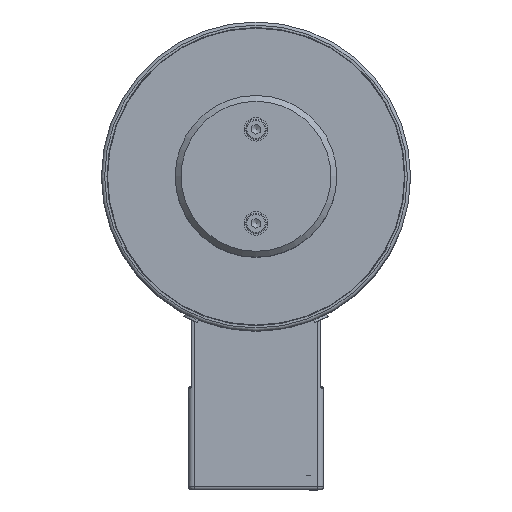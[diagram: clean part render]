
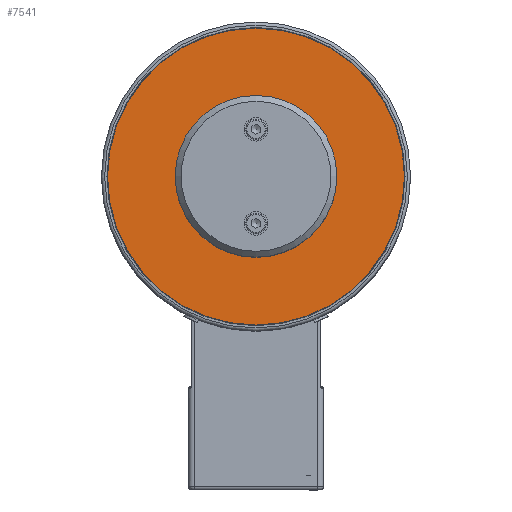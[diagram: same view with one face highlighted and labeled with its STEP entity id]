
A CAD part, top view. The second image highlights one B-rep face of the part: STEP entity #7541.
In plain terms, the highlighted planar face has unit normal (0, 0, 1).
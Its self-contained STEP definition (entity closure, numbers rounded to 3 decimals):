
#7514=CARTESIAN_POINT('',(-35.75,0.,193.76));
#7515=DIRECTION('',(0.0,0.0,1.0));
#7516=DIRECTION('',(-1.0,0.0,0.0));
#7517=AXIS2_PLACEMENT_3D('',#7514,#7515,#7516);
#7518=PLANE('',#7517);
#7519=CARTESIAN_POINT('',(50.58,0.,193.76));
#7520=VERTEX_POINT('',#7519);
#7521=CARTESIAN_POINT('',(0.,0.,193.76));
#7522=DIRECTION('',(0.0,0.0,-1.0));
#7523=DIRECTION('',(-1.0,0.0,0.0));
#7524=AXIS2_PLACEMENT_3D('',#7521,#7522,#7523);
#7525=CIRCLE('',#7524,50.58);
#7526=EDGE_CURVE('',#7520,#7520,#7525,.F.);
#7527=ORIENTED_EDGE('',*,*,#7526,.T.);
#7528=EDGE_LOOP('',(#7527));
#7529=FACE_OUTER_BOUND('',#7528,.T.);
#7530=CARTESIAN_POINT('',(27.5,0.,193.76));
#7531=VERTEX_POINT('',#7530);
#7532=CARTESIAN_POINT('',(0.,0.,193.76));
#7533=DIRECTION('',(0.0,0.0,1.0));
#7534=DIRECTION('',(-1.0,0.0,0.0));
#7535=AXIS2_PLACEMENT_3D('',#7532,#7533,#7534);
#7536=CIRCLE('',#7535,27.5);
#7537=EDGE_CURVE('',#7531,#7531,#7536,.T.);
#7538=ORIENTED_EDGE('',*,*,#7537,.F.);
#7539=EDGE_LOOP('',(#7538));
#7540=FACE_BOUND('',#7539,.T.);
#7541=ADVANCED_FACE('',(#7529,#7540),#7518,.T.);
